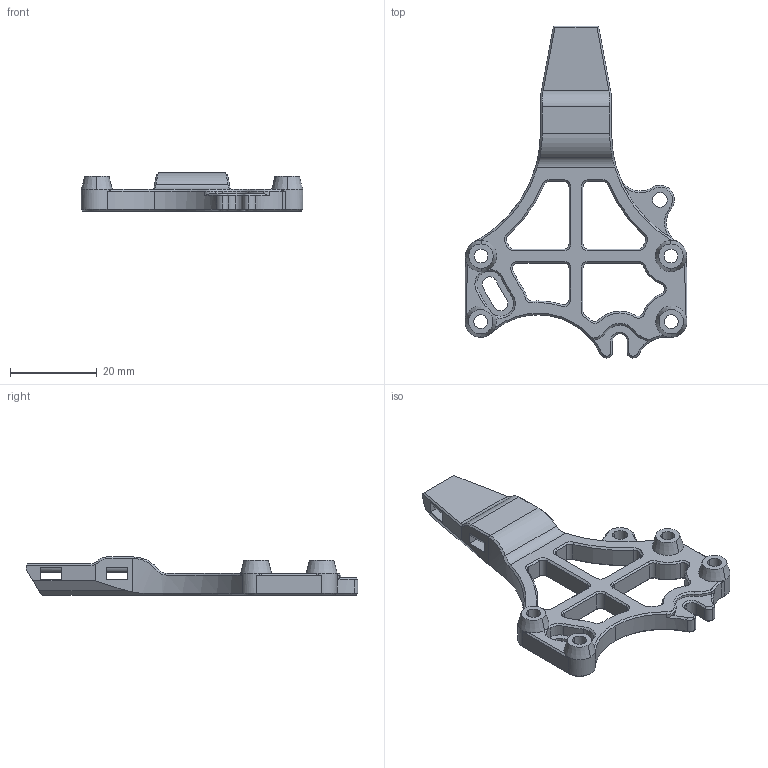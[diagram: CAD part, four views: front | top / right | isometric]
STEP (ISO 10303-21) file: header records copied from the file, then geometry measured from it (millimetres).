
FILE_DESCRIPTION (( 'STEP AP214' ), '1' );
FILE_NAME ('A4T - THB Mount - WWBMG - NH36.STEP', '2025-12-02T20:02:56', ( '' ), ( '' ), 'SwSTEP 2.0', 'SolidWorks 2024', '' );
FILE_SCHEMA (( 'AUTOMOTIVE_DESIGN' ));
Length unit declared in the file: millimetre
Products named in the file (1): A4T - THB Mount - WWBMG - NH36
Bounding box: 51.2 x 76.6 x 8.8 mm (x, y, z)
Volume: 7834.2 mm3; surface area: 6055.8 mm2
Topology: 1 solids, 1 shells, 332 faces, 807 edges, 477 vertices
Faces by surface type: cone 154, cylinder 94, plane 78, bspline 6
Entity records: 10303 total; most frequent: CARTESIAN_POINT 2357, DIRECTION 1766, ORIENTED_EDGE 1614, EDGE_CURVE 807, AXIS2_PLACEMENT_3D 682, VERTEX_POINT 477, LINE 402, VECTOR 402
